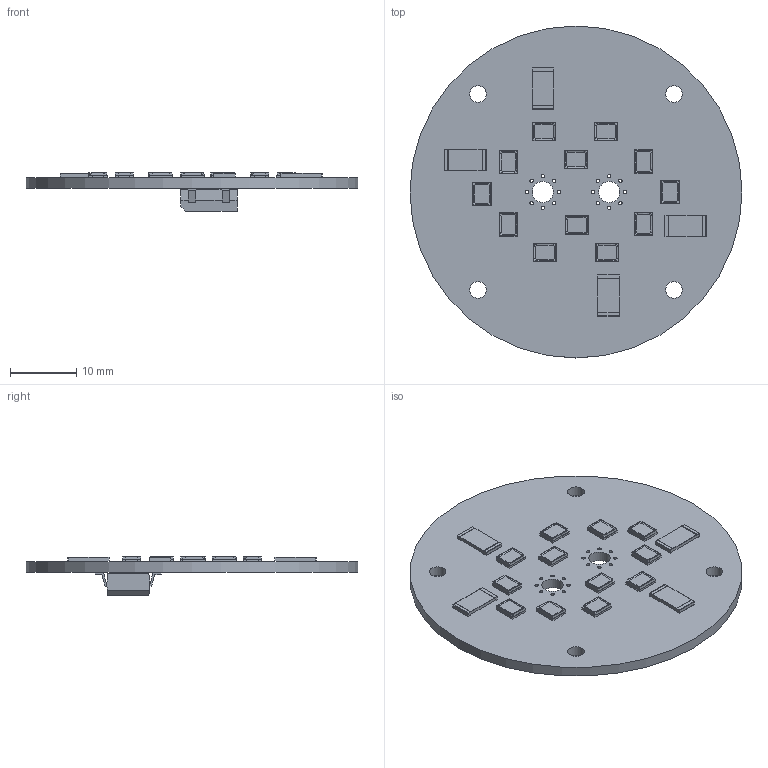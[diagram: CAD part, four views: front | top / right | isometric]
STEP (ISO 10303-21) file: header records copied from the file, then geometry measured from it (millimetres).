
FILE_DESCRIPTION(('KiCad electronic assembly'),'2;1');
FILE_NAME('gu10-12v-lamp.step','2021-08-05T12:24:52',('An Author'),( 'A Company'),'Open CASCADE STEP processor 7.5', 'KiCad to STEP converter','Unknown');
FILE_SCHEMA(('AUTOMOTIVE_DESIGN { 1 0 10303 214 1 1 1 1 }'));
Length unit declared in the file: millimetre
Products named in the file (41): Open CASCADE STEP translator 7.5 1; User Library-LED 2835; FACE; Diode_Bridge_Vishay_DFS; SOLID; R_2512_6332Metric; COMPOUND
Assembly tree (54 placements, depth 3):
  Open CASCADE STEP translator 7.5 1
    User Library-LED 2835  x12
      FACE
      FACE
      FACE
      FACE
      FACE
      FACE
      FACE
      FACE
      FACE
      FACE
      FACE
      FACE
      FACE
      FACE
      FACE
      FACE
      FACE
      FACE
      FACE
      FACE
      FACE
      FACE
      FACE
      FACE
      FACE
      FACE
      FACE
      FACE
      FACE
      FACE
      FACE
      FACE
      FACE
      FACE
    Diode_Bridge_Vishay_DFS
      SOLID
    R_2512_6332Metric  x4
      SOLID
    COMPOUND
Bounding box: 50.04 x 50.04 x 5.82 mm (x, y, z)
Volume: 3309.4 mm3; surface area: 5010.9 mm2
Topology: 6 solids, 414 shells, 578 faces, 2802 edges, 2644 vertices
Faces by surface type: bspline 312, plane 115, revolution 96, cylinder 55
Full cylindrical faces by diameter (mm): 0.5 x16, 2.5 x4, 3.2 x2, 50.04 x1
Entity records: 10981 total; most frequent: CARTESIAN_POINT 2157, DIRECTION 1266, LINE 786, VECTOR 786, ORIENTED_EDGE 688, PCURVE 688, DEFINITIONAL_REPRESENTATION 688, EDGE_CURVE 442
